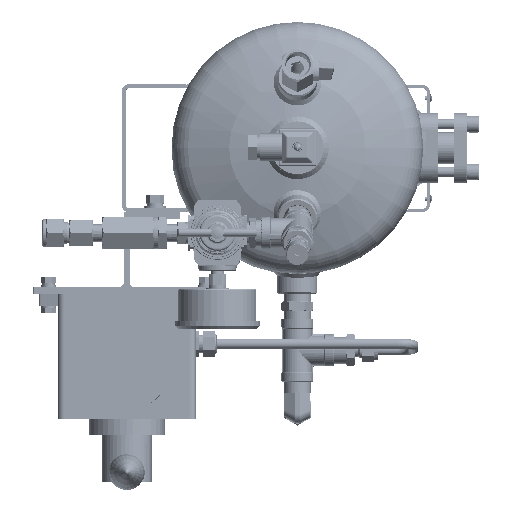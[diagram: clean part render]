
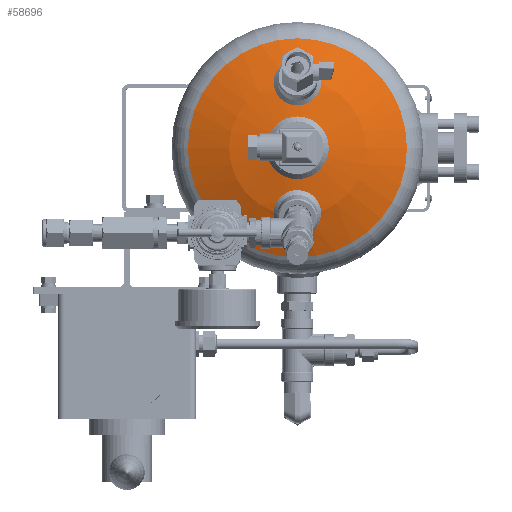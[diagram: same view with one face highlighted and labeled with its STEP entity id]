
A CAD part, top view. The second image highlights one B-rep face of the part: STEP entity #58696.
In plain terms, the highlighted spherical face has radius 202.3 mm.
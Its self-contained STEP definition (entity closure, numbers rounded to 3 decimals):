
#647=SPHERICAL_SURFACE('',#71142,202.3);
#11665=CIRCLE('',#71137,15.);
#11669=CIRCLE('',#71143,15.);
#11670=CIRCLE('',#71144,87.326);
#11671=CIRCLE('',#71145,20.);
#14139=ORIENTED_EDGE('',*,*,#31353,.T.);
#14140=ORIENTED_EDGE('',*,*,#31357,.T.);
#14141=ORIENTED_EDGE('',*,*,#31358,.F.);
#14142=ORIENTED_EDGE('',*,*,#31359,.F.);
#31353=EDGE_CURVE('',#40025,#40025,#11665,.T.);
#31357=EDGE_CURVE('',#40029,#40029,#11669,.T.);
#31358=EDGE_CURVE('',#40030,#40030,#11670,.T.);
#31359=EDGE_CURVE('',#40031,#40031,#11671,.F.);
#40025=VERTEX_POINT('',#93715);
#40029=VERTEX_POINT('',#93725);
#40030=VERTEX_POINT('',#93727);
#40031=VERTEX_POINT('',#93729);
#48503=EDGE_LOOP('',(#14139));
#48504=EDGE_LOOP('',(#14140));
#48505=EDGE_LOOP('',(#14141));
#48506=EDGE_LOOP('',(#14142));
#53190=FACE_BOUND('',#48503,.T.);
#53191=FACE_BOUND('',#48504,.T.);
#53192=FACE_BOUND('',#48505,.T.);
#53193=FACE_BOUND('',#48506,.T.);
#58696=ADVANCED_FACE('',(#53190,#53191,#53192,#53193),#647,.T.);
#71137=AXIS2_PLACEMENT_3D('',#93714,#77558,#77559);
#71142=AXIS2_PLACEMENT_3D('',#93723,#77568,#77569);
#71143=AXIS2_PLACEMENT_3D('',#93724,#77570,#77571);
#71144=AXIS2_PLACEMENT_3D('',#93726,#77572,#77573);
#71145=AXIS2_PLACEMENT_3D('',#93728,#77574,#77575);
#77558=DIRECTION('',(0.259,0.,-0.966));
#77559=DIRECTION('',(0.966,0.,0.259));
#77568=DIRECTION('',(0.,0.,-1.));
#77569=DIRECTION('',(1.,0.,0.));
#77570=DIRECTION('',(-0.259,0.,-0.966));
#77571=DIRECTION('',(-0.966,0.,0.259));
#77572=DIRECTION('',(0.,0.,-1.));
#77573=DIRECTION('',(-1.,0.,0.));
#77574=DIRECTION('',(0.,0.,-1.));
#77575=DIRECTION('',(-1.,0.,0.));
#93714=CARTESIAN_POINT('',(-52.215,0.,46.028));
#93715=CARTESIAN_POINT('',(-37.726,0.,49.911));
#93723=CARTESIAN_POINT('',(0.,0.,-148.841));
#93724=CARTESIAN_POINT('',(52.215,0.,46.028));
#93725=CARTESIAN_POINT('',(37.726,0.,49.911));
#93726=CARTESIAN_POINT('',(0.,0.,33.641));
#93727=CARTESIAN_POINT('',(-87.326,0.,33.641));
#93728=CARTESIAN_POINT('',(0.,0.,52.468));
#93729=CARTESIAN_POINT('',(-20.,0.,52.468));
